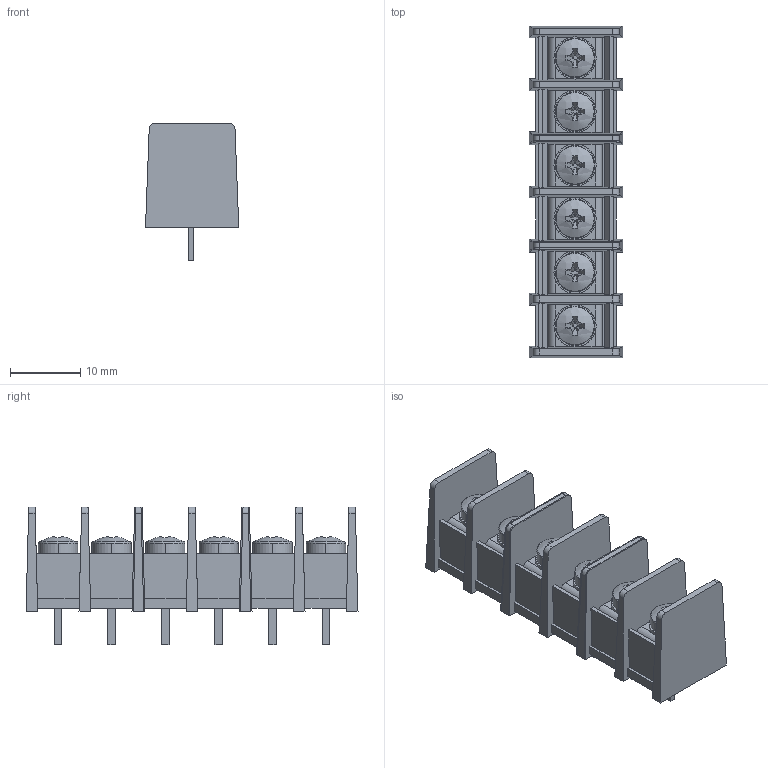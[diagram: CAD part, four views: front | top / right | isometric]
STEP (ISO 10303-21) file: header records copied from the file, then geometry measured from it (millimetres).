
FILE_DESCRIPTION (( 'STEP AP214' ), '1' );
FILE_NAME ('User Library-DG25C-B-06P.STEP', '2021-03-06T13:03:00', ( '' ), ( '' ), 'SwSTEP 2.0', 'SolidWorks 2020', '' );
FILE_SCHEMA (( 'AUTOMOTIVE_DESIGN' ));
Length unit declared in the file: millimetre
Products named in the file (5): DG25C Housing; User Library-DG25C-B-06P; Pan head screw ISO 7045 - ª3 x 6 - 4.8 - H; DG25C-Pin Header; Washer ISO 10673 - S - 3 - 200 HV
Assembly tree (21 placements, depth 2):
  User Library-DG25C-B-06P
    DG25C Housing  x3
    DG25C-Pin Header  x6
    Washer ISO 10673 - S - 3 - 200 HV  x6
    Pan head screw ISO 7045 - ª3 x 6 - 4.8 - H  x6
Bounding box: 13.23 x 47.22 x 19.59 mm (x, y, z)
Volume: 4364.9 mm3; surface area: 8388.7 mm2
Topology: 21 solids, 21 shells, 567 faces, 1497 edges, 996 vertices
Faces by surface type: plane 417, cylinder 120, bspline 30
Entity records: 5791 total; most frequent: CARTESIAN_POINT 1044, ORIENTED_EDGE 670, DIRECTION 607, EDGE_CURVE 335, VECTOR 229, LINE 229, VERTEX_POINT 223, AXIS2_PLACEMENT_3D 189
